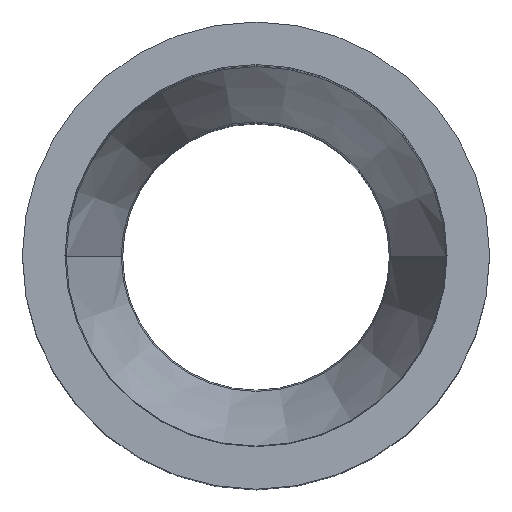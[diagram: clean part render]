
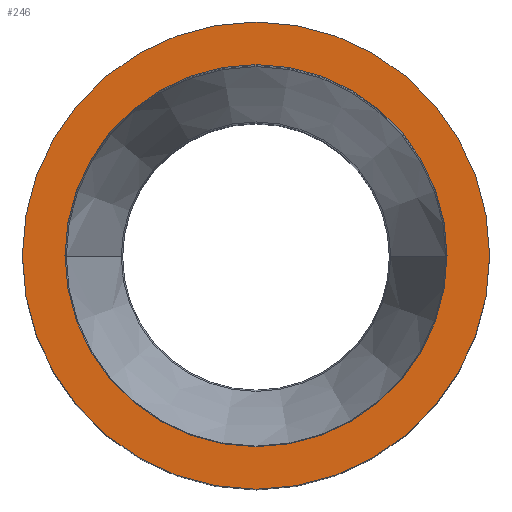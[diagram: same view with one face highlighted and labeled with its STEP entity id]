
A CAD part, top view. The second image highlights one B-rep face of the part: STEP entity #246.
In plain terms, the highlighted planar face has unit normal (0, 0, 1).
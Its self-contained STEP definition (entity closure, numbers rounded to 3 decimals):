
#10 = DIRECTION ( 'NONE',  ( -1., 0., 0. ) ) ;
#36 = DIRECTION ( 'NONE',  ( -1., 0., 0. ) ) ;
#52 = DIRECTION ( 'NONE',  ( 0., 0., -1. ) ) ;
#58 = DIRECTION ( 'NONE',  ( 0., 0., 1. ) ) ;
#87 = ORIENTED_EDGE ( 'NONE', *, *, #272, .T. ) ;
#102 = CARTESIAN_POINT ( 'NONE',  ( 36.8, 0., 99.856 ) ) ;
#119 = FACE_BOUND ( 'NONE', #319, .T. ) ;
#122 = DIRECTION ( 'NONE',  ( 0., 0., -1. ) ) ;
#131 = EDGE_CURVE ( 'NONE', #604, #521, #412, .T. ) ;
#132 = ORIENTED_EDGE ( 'NONE', *, *, #131, .F. ) ;
#161 = CARTESIAN_POINT ( 'NONE',  ( -36.8, 0., 99.856 ) ) ;
#178 = AXIS2_PLACEMENT_3D ( 'NONE', #579, #531, #181 ) ;
#181 = DIRECTION ( 'NONE',  ( -1., 0., 0. ) ) ;
#209 = DIRECTION ( 'NONE',  ( 0., 0., -1. ) ) ;
#213 = PLANE ( 'NONE',  #503 ) ;
#246 = ADVANCED_FACE ( 'NONE', ( #119, #562 ), #213, .T. ) ;
#272 = EDGE_CURVE ( 'NONE', #529, #543, #402, .T. ) ;
#294 = CARTESIAN_POINT ( 'NONE',  ( 0., 0., 99.856 ) ) ;
#319 = EDGE_LOOP ( 'NONE', ( #633, #87 ) ) ;
#333 = CARTESIAN_POINT ( 'NONE',  ( 0., 0., 99.856 ) ) ;
#340 = CARTESIAN_POINT ( 'NONE',  ( -36.8, 0., 99.856 ) ) ;
#357 = AXIS2_PLACEMENT_3D ( 'NONE', #333, #122, #36 ) ;
#402 = CIRCLE ( 'NONE', #435, 36.8 ) ;
#412 = CIRCLE ( 'NONE', #597, 45. ) ;
#426 = EDGE_CURVE ( 'NONE', #521, #604, #578, .T. ) ;
#435 = AXIS2_PLACEMENT_3D ( 'NONE', #561, #209, #10 ) ;
#462 = CIRCLE ( 'NONE', #178, 36.8 ) ;
#470 = EDGE_CURVE ( 'NONE', #543, #529, #462, .T. ) ;
#493 = EDGE_LOOP ( 'NONE', ( #132, #536 ) ) ;
#499 = DIRECTION ( 'NONE',  ( -1., 0., 0. ) ) ;
#503 = AXIS2_PLACEMENT_3D ( 'NONE', #161, #58, #520 ) ;
#520 = DIRECTION ( 'NONE',  ( 1., 0., 0. ) ) ;
#521 = VERTEX_POINT ( 'NONE', #555 ) ;
#529 = VERTEX_POINT ( 'NONE', #102 ) ;
#531 = DIRECTION ( 'NONE',  ( 0., 0., -1. ) ) ;
#536 = ORIENTED_EDGE ( 'NONE', *, *, #426, .F. ) ;
#543 = VERTEX_POINT ( 'NONE', #340 ) ;
#553 = CARTESIAN_POINT ( 'NONE',  ( -45., 0., 99.856 ) ) ;
#555 = CARTESIAN_POINT ( 'NONE',  ( 45., 0., 99.856 ) ) ;
#561 = CARTESIAN_POINT ( 'NONE',  ( 0., 0., 99.856 ) ) ;
#562 = FACE_OUTER_BOUND ( 'NONE', #493, .T. ) ;
#578 = CIRCLE ( 'NONE', #357, 45. ) ;
#579 = CARTESIAN_POINT ( 'NONE',  ( 0., 0., 99.856 ) ) ;
#597 = AXIS2_PLACEMENT_3D ( 'NONE', #294, #52, #499 ) ;
#604 = VERTEX_POINT ( 'NONE', #553 ) ;
#633 = ORIENTED_EDGE ( 'NONE', *, *, #470, .T. ) ;
